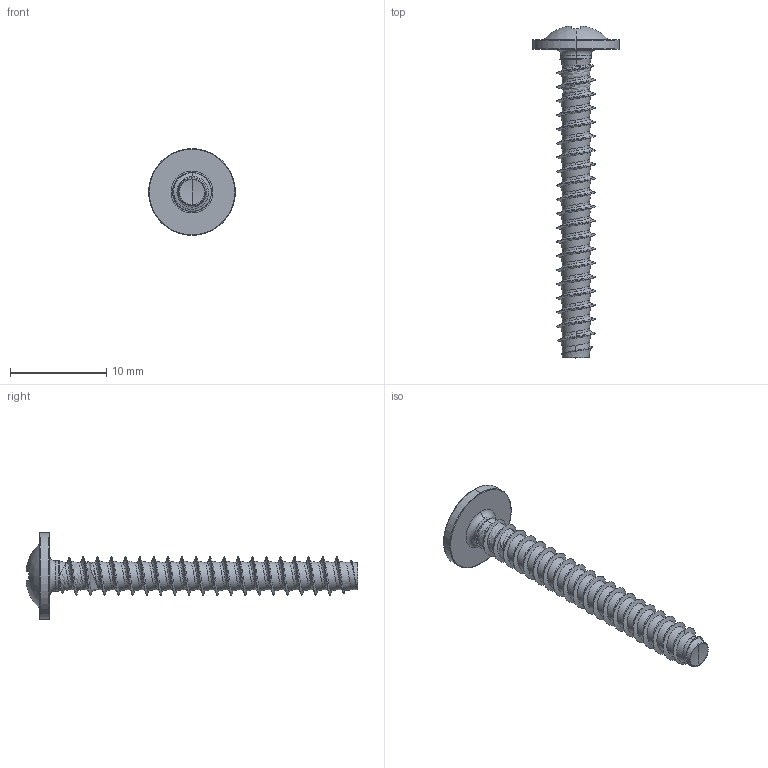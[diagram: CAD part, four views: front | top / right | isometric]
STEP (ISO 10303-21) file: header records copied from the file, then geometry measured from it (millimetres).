
FILE_DESCRIPTION (( 'STEP AP203' ), '1' );
FILE_NAME ('STP210400320.STEP', '2020-09-03T12:30:39', ( '' ), ( '' ), 'SwSTEP 2.0', 'SolidWorks 2015', '' );
FILE_SCHEMA (( 'CONFIG_CONTROL_DESIGN' ));
Products named in the file (2): STP210400320
Bounding box: 9 x 34.42 x 9 mm (x, y, z)
Volume: 319.3 mm3; surface area: 642.9 mm2
Topology: 1 solids, 1 shells, 212 faces, 519 edges, 310 vertices
Faces by surface type: cylinder 68, bspline 55, plane 31, torus 30, sphere 20, cone 8
Entity records: 38006 total; most frequent: CARTESIAN_POINT 33471, ORIENTED_EDGE 1034, DIRECTION 802, EDGE_CURVE 517, AXIS2_PLACEMENT_3D 345, VERTEX_POINT 310, EDGE_LOOP 215, ADVANCED_FACE 212
